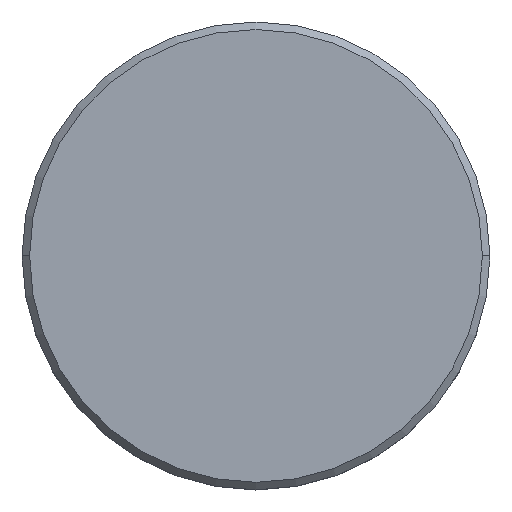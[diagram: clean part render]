
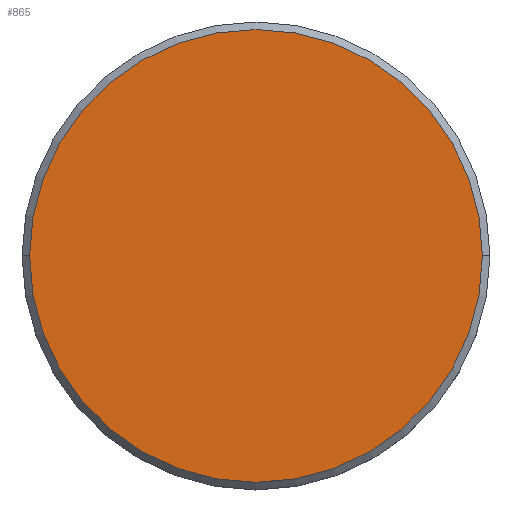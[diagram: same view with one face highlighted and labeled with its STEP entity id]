
A CAD part, top view. The second image highlights one B-rep face of the part: STEP entity #865.
In plain terms, the highlighted planar face has unit normal (0, 0, 1).
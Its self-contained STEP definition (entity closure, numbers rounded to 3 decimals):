
#38 = PLANE ( 'NONE',  #314 ) ;
#63 = DIRECTION ( 'NONE',  ( 0., 0., 1. ) ) ;
#64 = VERTEX_POINT ( 'NONE', #266 ) ;
#205 = DIRECTION ( 'NONE',  ( 0., 0., 1. ) ) ;
#224 = VERTEX_POINT ( 'NONE', #769 ) ;
#233 = CARTESIAN_POINT ( 'NONE',  ( 0., 0., 0. ) ) ;
#266 = CARTESIAN_POINT ( 'NONE',  ( -15., 0., 0. ) ) ;
#314 = AXIS2_PLACEMENT_3D ( 'NONE', #790, #586, #879 ) ;
#317 = EDGE_CURVE ( 'NONE', #224, #64, #658, .T. ) ;
#394 = EDGE_LOOP ( 'NONE', ( #901, #1070 ) ) ;
#528 = CIRCLE ( 'NONE', #804, 15. ) ;
#580 = AXIS2_PLACEMENT_3D ( 'NONE', #233, #63, #680 ) ;
#586 = DIRECTION ( 'NONE',  ( 0., 0., 1. ) ) ;
#658 = CIRCLE ( 'NONE', #580, 15. ) ;
#680 = DIRECTION ( 'NONE',  ( 1., 0., 0. ) ) ;
#769 = CARTESIAN_POINT ( 'NONE',  ( 15., 0., 0. ) ) ;
#790 = CARTESIAN_POINT ( 'NONE',  ( 0., 0., 0. ) ) ;
#804 = AXIS2_PLACEMENT_3D ( 'NONE', #1114, #205, #940 ) ;
#865 = ADVANCED_FACE ( 'NONE', ( #1140 ), #38, .T. ) ;
#879 = DIRECTION ( 'NONE',  ( 1., 0., 0. ) ) ;
#901 = ORIENTED_EDGE ( 'NONE', *, *, #1041, .T. ) ;
#940 = DIRECTION ( 'NONE',  ( 1., 0., 0. ) ) ;
#1041 = EDGE_CURVE ( 'NONE', #64, #224, #528, .T. ) ;
#1070 = ORIENTED_EDGE ( 'NONE', *, *, #317, .T. ) ;
#1114 = CARTESIAN_POINT ( 'NONE',  ( 0., 0., 0. ) ) ;
#1140 = FACE_OUTER_BOUND ( 'NONE', #394, .T. ) ;
